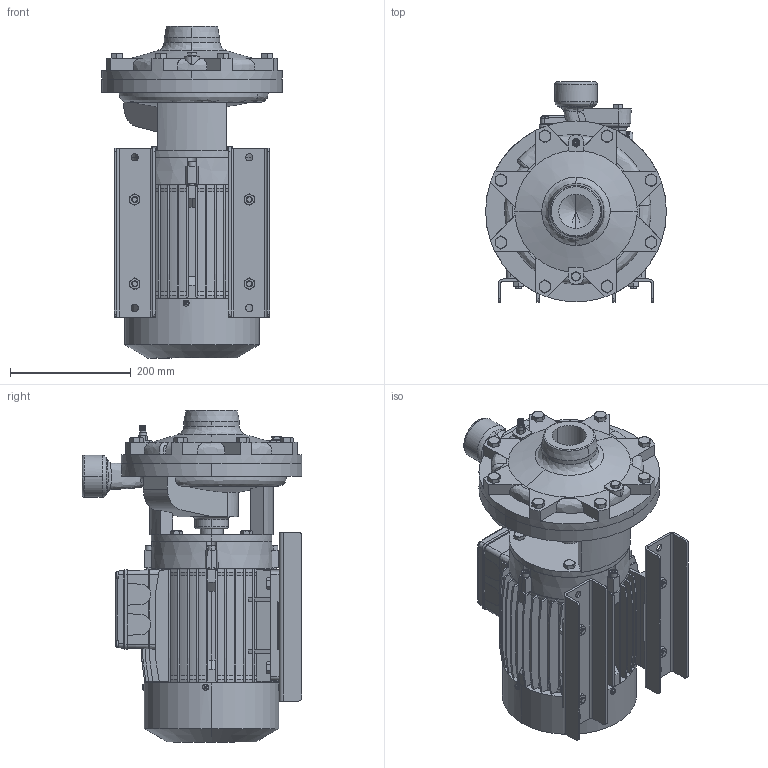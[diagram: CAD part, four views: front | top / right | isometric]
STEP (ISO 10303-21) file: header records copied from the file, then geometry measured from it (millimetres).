
FILE_DESCRIPTION (( 'STEP AP214' ), '1' );
FILE_NAME ('4_93_449_06_REV00.step', '2022-08-04T07:08:42', ( '' ), ( '' ), 'SwSTEP 2.0', 'SolidWorks 2020', '' );
FILE_SCHEMA (( 'AUTOMOTIVE_DESIGN' ));
Length unit declared in the file: millimetre
Products named in the file (2): 4_93_449_06_REV00; Copia di 4_93_449_06_REV00^4_93_449_06_REV00
Assembly tree (1 placements, depth 2):
  4_93_449_06_REV00
    Copia di 4_93_449_06_REV00^4_93_449_06_REV00
Bounding box: 300 x 365 x 551 mm (x, y, z)
Volume: 19430121 mm3; surface area: 1521605.7 mm2
Topology: 45 solids, 45 shells, 3596 faces, 9758 edges, 6366 vertices
Faces by surface type: plane 1565, bspline 1208, cylinder 433, cone 368, sphere 18, torus 4
Entity records: 388913 total; most frequent: CARTESIAN_POINT 306061, ORIENTED_EDGE 19456, DIRECTION 12925, EDGE_CURVE 9728, VERTEX_POINT 6366, LINE 5701, VECTOR 5701, EDGE_LOOP 3802
